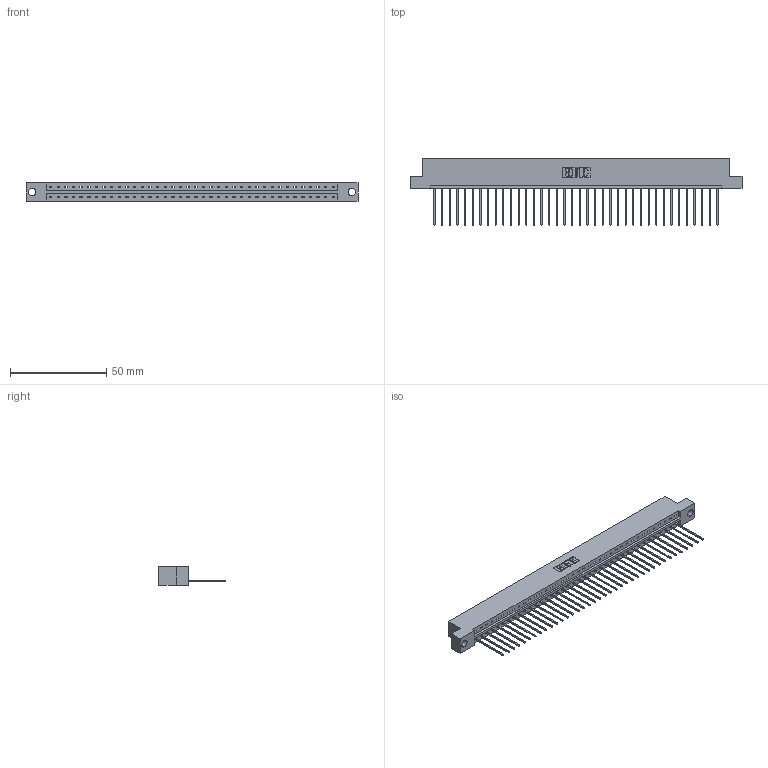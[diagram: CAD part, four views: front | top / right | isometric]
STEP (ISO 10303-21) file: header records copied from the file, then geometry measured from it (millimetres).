
FILE_DESCRIPTION (( 'STEP AP203' ), '1' );
FILE_NAME ('333-038-541-104.STEP', '2018-08-03T11:25:51', ( '' ), ( '' ), 'SwSTEP 2.0', 'SolidWorks 2016', '' );
FILE_SCHEMA (( 'CONFIG_CONTROL_DESIGN' ));
Length unit declared in the file: inch
Products named in the file (3): 345-292-001_345-293-141; 333-038-541-104; 333 Part_Flush - .156 Dia - TH
Assembly tree (39 placements, depth 2):
  333-038-541-104
    333 Part_Flush - .156 Dia - TH
    345-292-001_345-293-141  x38
Bounding box: 172.11 x 34.3 x 9.4 mm (x, y, z)
Volume: 17322.3 mm3; surface area: 19281.6 mm2
Topology: 39 solids, 39 shells, 2318 faces, 6999 edges, 4614 vertices
Faces by surface type: plane 1666, cylinder 652
Entity records: 23769 total; most frequent: CARTESIAN_POINT 4108, ORIENTED_EDGE 4082, DIRECTION 3473, EDGE_CURVE 2041, LINE 1913, VECTOR 1913, VERTEX_POINT 1358, AXIS2_PLACEMENT_3D 780
